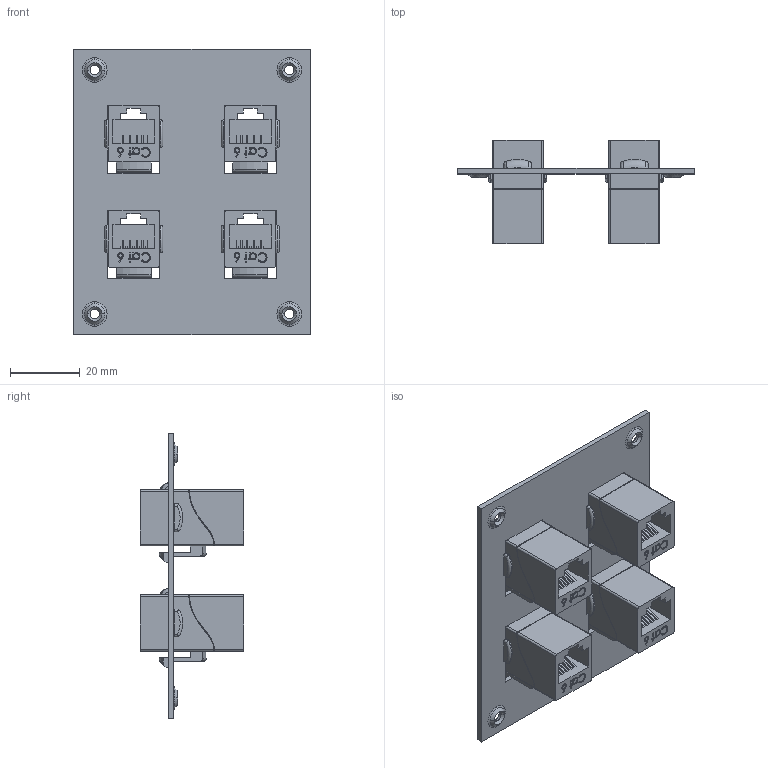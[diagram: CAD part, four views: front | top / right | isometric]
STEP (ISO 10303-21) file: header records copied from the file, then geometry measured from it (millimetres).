
FILE_DESCRIPTION (( 'STEP AP203' ), '1' );
FILE_NAME ('USP4MC6B.STEP', '2014-11-12T21:34:45', ( 'x' ), ( '' ), 'SwSTEP 2.0', 'SolidWorks 2014', '' );
FILE_SCHEMA (( 'CONFIG_CONTROL_DESIGN' ));
Length unit declared in the file: inch
Products named in the file (3): 1AR03-002; TDG1026KC6_no label; USP4MC6B
Assembly tree (5 placements, depth 2):
  USP4MC6B
    1AR03-002
    TDG1026KC6_no label  x4
Bounding box: 68.07 x 29.8 x 82.04 mm (x, y, z)
Volume: 27559.3 mm3; surface area: 25524.9 mm2
Topology: 5 solids, 5 shells, 1102 faces, 3044 edges, 2016 vertices
Faces by surface type: plane 750, bspline 240, cylinder 56, torus 32, cone 24
Entity records: 14038 total; most frequent: CARTESIAN_POINT 5486, ORIENTED_EDGE 1816, DIRECTION 1455, EDGE_CURVE 908, LINE 629, VECTOR 629, VERTEX_POINT 600, AXIS2_PLACEMENT_3D 413
